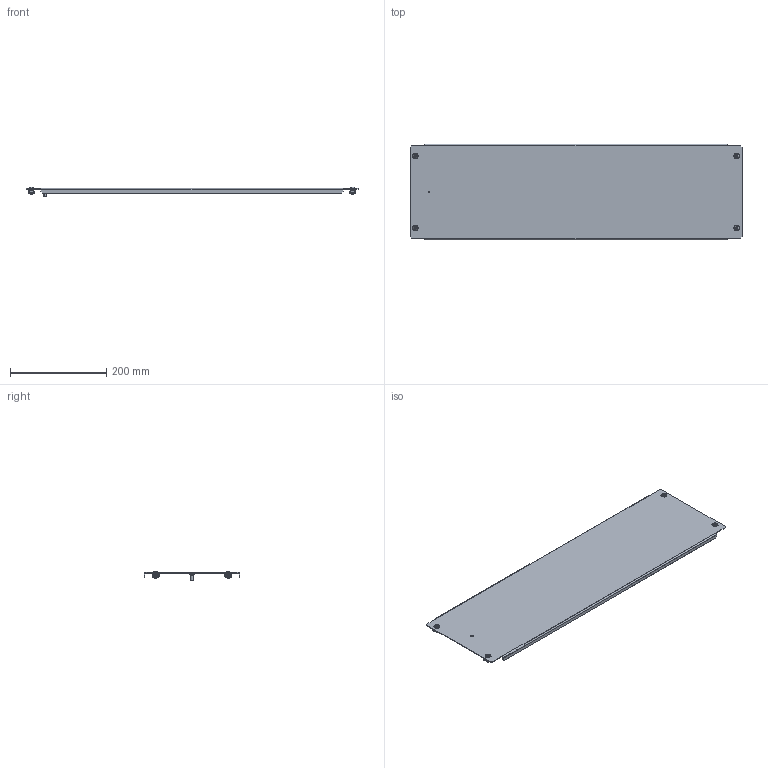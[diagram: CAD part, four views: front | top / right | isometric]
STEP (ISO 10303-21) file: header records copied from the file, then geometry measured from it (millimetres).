
FILE_DESCRIPTION (( 'STEP AP203' ), '1' );
FILE_NAME ('UR14001802002 Ôàëüø-ïàíåëü RS52 20.80 (000.140.026-03).STEP', '2022-04-18T11:14:53', ( '' ), ( '' ), 'SwSTEP 2.0', 'SolidWorks 2017', '' );
FILE_SCHEMA (( 'CONFIG_CONTROL_DESIGN' ));
Length unit declared in the file: millimetre
Products named in the file (8): Ãàéêà êâàäðàòíàÿ_Œ5; Êëåòêà ãàéêè_M6-4€; Âèíò ISO 7380-2 TX_Œ5å12; 011-233 Ôàëüø-ïàíåëü ãëóõàÿ ( .80)_200; Ãàéêà êëåòåâàÿ_M5-4B; Øïèëüêà çàçåìëåíèÿ CKF CS_Œ6å16; UR14001802002 Ôàëüø-ïàíåëü RS52 20.80 (000.140.026-03); 000.140.023 Ôàëüø-ïàíåëü ãëóõàÿ RS52 00.80_200
Assembly tree (13 placements, depth 3):
  UR14001802002 Ôàëüø-ïàíåëü RS52 20.80 (000.140.026-03)
    000.140.023 Ôàëüø-ïàíåëü ãëóõàÿ RS52 00.80_200
      011-233 Ôàëüø-ïàíåëü ãëóõàÿ ( .80)_200
      Øïèëüêà çàçåìëåíèÿ CKF CS_Œ6å16
    Ãàéêà êëåòåâàÿ_M5-4B  x4
      Êëåòêà ãàéêè_M6-4€
      Ãàéêà êâàäðàòíàÿ_Œ5
    Âèíò ISO 7380-2 TX_Œ5å12  x4
Bounding box: 690 x 199 x 20 mm (x, y, z)
Volume: 180494.8 mm3; surface area: 302481.3 mm2
Topology: 14 solids, 14 shells, 633 faces, 1548 edges, 948 vertices
Faces by surface type: plane 379, cylinder 184, bspline 40, torus 16, cone 14
Entity records: 7958 total; most frequent: CARTESIAN_POINT 2120, ORIENTED_EDGE 1014, DIRECTION 971, EDGE_CURVE 507, AXIS2_PLACEMENT_3D 329, VERTEX_POINT 315, LINE 313, VECTOR 313
